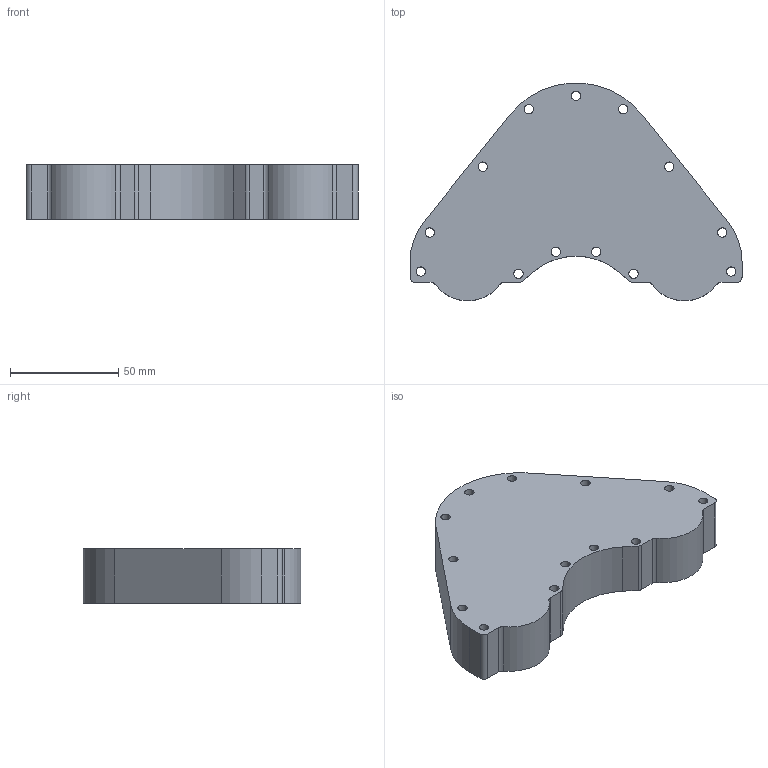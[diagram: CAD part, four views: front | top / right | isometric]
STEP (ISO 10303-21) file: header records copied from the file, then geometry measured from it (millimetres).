
FILE_DESCRIPTION (( 'STEP AP214' ), '1' );
FILE_NAME ('AV2_P1_USI_PM005.STEP', '2021-01-13T13:56:38', ( '' ), ( '' ), 'SwSTEP 2.0', 'SolidWorks 2016', '' );
FILE_SCHEMA (( 'AUTOMOTIVE_DESIGN' ));
Length unit declared in the file: millimetre
Products named in the file (1): AV2_P1_USI_PM005
Bounding box: 153.13 x 100.3 x 25 mm (x, y, z)
Volume: 126120 mm3; surface area: 42683.7 mm2
Topology: 1 solids, 1 shells, 82 faces, 231 edges, 154 vertices
Faces by surface type: cylinder 55, plane 27
Entity records: 2791 total; most frequent: DIRECTION 507, CARTESIAN_POINT 468, ORIENTED_EDGE 462, EDGE_CURVE 231, AXIS2_PLACEMENT_3D 193, VERTEX_POINT 154, LINE 121, VECTOR 121
